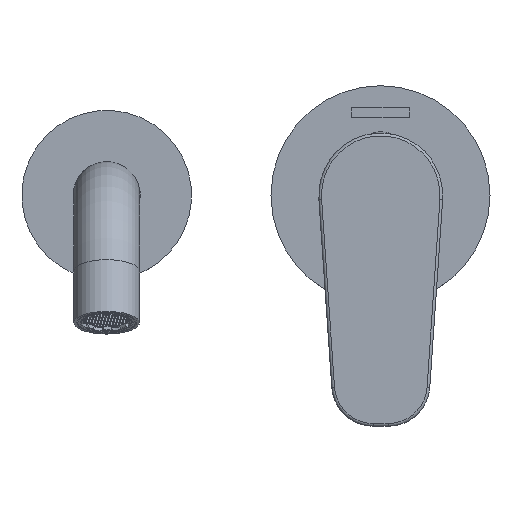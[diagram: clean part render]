
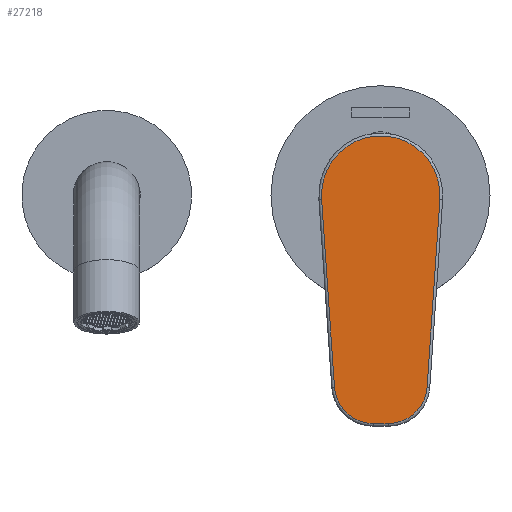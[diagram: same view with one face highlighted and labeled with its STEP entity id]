
A CAD part, top view. The second image highlights one B-rep face of the part: STEP entity #27218.
In plain terms, the highlighted planar face has unit normal (0, 0, 1).
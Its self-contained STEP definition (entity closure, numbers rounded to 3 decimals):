
#11 = CARTESIAN_POINT ( 'NONE',  ( -50.473, -73.973, 112.2 ) ) ;
#240 = VERTEX_POINT ( 'NONE', #913 ) ;
#431 = VERTEX_POINT ( 'NONE', #34477 ) ;
#612 = VERTEX_POINT ( 'NONE', #29865 ) ;
#913 = CARTESIAN_POINT ( 'NONE',  ( -11.996, -5.313, 112.2 ) ) ;
#1144 = CARTESIAN_POINT ( 'NONE',  ( -30.835, -87.202, 112.2 ) ) ;
#1253 = CARTESIAN_POINT ( 'NONE',  ( -11.96, -5.244, 112.2 ) ) ;
#1782 = VERTEX_POINT ( 'NONE', #2505 ) ;
#1940 = VERTEX_POINT ( 'NONE', #9086 ) ;
#2365 = AXIS2_PLACEMENT_3D ( 'NONE', #31749, #34613, #12886 ) ;
#2505 = CARTESIAN_POINT ( 'NONE',  ( -55.144, -5.313, 112.2 ) ) ;
#2575 = EDGE_CURVE ( 'NONE', #240, #1782, #29318, .T. ) ;
#3029 = CARTESIAN_POINT ( 'NONE',  ( -36.306, -73.002, 112.2 ) ) ;
#3964 = EDGE_CURVE ( 'NONE', #612, #17879, #31591, .T. ) ;
#4187 = LINE ( 'NONE', #8560, #23718 ) ;
#4345 = VECTOR ( 'NONE', #33435, 1000. ) ;
#4724 = ORIENTED_EDGE ( 'NONE', *, *, #13602, .T. ) ;
#5186 = LINE ( 'NONE', #1253, #4345 ) ;
#5256 = EDGE_LOOP ( 'NONE', ( #15349, #26470, #4724, #9857, #19660, #21132, #13871, #22421 ) ) ;
#6104 = EDGE_CURVE ( 'NONE', #11619, #29836, #5186, .T. ) ;
#6671 = DIRECTION ( 'NONE',  ( 1., 0., 0. ) ) ;
#6902 = CARTESIAN_POINT ( 'NONE',  ( -33.57, -5.313, 112.2 ) ) ;
#6944 = CIRCLE ( 'NONE', #7415, 14.2 ) ;
#7415 = AXIS2_PLACEMENT_3D ( 'NONE', #28748, #17990, #9608 ) ;
#8560 = CARTESIAN_POINT ( 'NONE',  ( -33.57, -5.313, 112.2 ) ) ;
#8995 = EDGE_CURVE ( 'NONE', #1782, #612, #4187, .T. ) ;
#9086 = CARTESIAN_POINT ( 'NONE',  ( -36.306, -87.202, 112.2 ) ) ;
#9489 = VECTOR ( 'NONE', #10219, 1000. ) ;
#9542 = EDGE_CURVE ( 'NONE', #1940, #431, #24104, .T. ) ;
#9608 = DIRECTION ( 'NONE',  ( 1., 0., 0. ) ) ;
#9857 = ORIENTED_EDGE ( 'NONE', *, *, #2575, .T. ) ;
#10219 = DIRECTION ( 'NONE',  ( 0.068, -0.998, 0. ) ) ;
#11009 = DIRECTION ( 'NONE',  ( 0., 0., 1. ) ) ;
#11176 = DIRECTION ( 'NONE',  ( -1., 0., 0. ) ) ;
#11619 = VERTEX_POINT ( 'NONE', #27129 ) ;
#12459 = CARTESIAN_POINT ( 'NONE',  ( -33.57, -3.764, 112.2 ) ) ;
#12886 = DIRECTION ( 'NONE',  ( 1., 0., 0. ) ) ;
#13081 = DIRECTION ( 'NONE',  ( -1., 0., 0. ) ) ;
#13602 = EDGE_CURVE ( 'NONE', #29836, #240, #16005, .T. ) ;
#13871 = ORIENTED_EDGE ( 'NONE', *, *, #25292, .T. ) ;
#13973 = FACE_OUTER_BOUND ( 'NONE', #5256, .T. ) ;
#15069 = DIRECTION ( 'NONE',  ( 0., 0., 1. ) ) ;
#15349 = ORIENTED_EDGE ( 'NONE', *, *, #20943, .T. ) ;
#16005 = LINE ( 'NONE', #6902, #32385 ) ;
#16148 = CARTESIAN_POINT ( 'NONE',  ( -11.964, -5.313, 112.2 ) ) ;
#17879 = VERTEX_POINT ( 'NONE', #11 ) ;
#17990 = DIRECTION ( 'NONE',  ( 0., 0., 1. ) ) ;
#18150 = VECTOR ( 'NONE', #6671, 1000. ) ;
#19265 = CIRCLE ( 'NONE', #22968, 14.2 ) ;
#19660 = ORIENTED_EDGE ( 'NONE', *, *, #8995, .T. ) ;
#20070 = AXIS2_PLACEMENT_3D ( 'NONE', #12459, #15069, #20489 ) ;
#20489 = DIRECTION ( 'NONE',  ( 1., 0., 0. ) ) ;
#20943 = EDGE_CURVE ( 'NONE', #431, #11619, #6944, .T. ) ;
#21132 = ORIENTED_EDGE ( 'NONE', *, *, #3964, .T. ) ;
#22421 = ORIENTED_EDGE ( 'NONE', *, *, #9542, .T. ) ;
#22968 = AXIS2_PLACEMENT_3D ( 'NONE', #3029, #11009, #27333 ) ;
#23718 = VECTOR ( 'NONE', #11176, 1000. ) ;
#24104 = LINE ( 'NONE', #1144, #18150 ) ;
#25292 = EDGE_CURVE ( 'NONE', #17879, #1940, #19265, .T. ) ;
#26199 = CARTESIAN_POINT ( 'NONE',  ( -50.473, -73.973, 112.2 ) ) ;
#26470 = ORIENTED_EDGE ( 'NONE', *, *, #6104, .T. ) ;
#27129 = CARTESIAN_POINT ( 'NONE',  ( -16.668, -73.973, 112.2 ) ) ;
#27218 = ADVANCED_FACE ( 'NONE', ( #13973 ), #34185, .T. ) ;
#27333 = DIRECTION ( 'NONE',  ( 1., 0., 0. ) ) ;
#28748 = CARTESIAN_POINT ( 'NONE',  ( -30.835, -73.002, 112.2 ) ) ;
#29318 = CIRCLE ( 'NONE', #2365, 21.629 ) ;
#29836 = VERTEX_POINT ( 'NONE', #16148 ) ;
#29865 = CARTESIAN_POINT ( 'NONE',  ( -55.176, -5.313, 112.2 ) ) ;
#31591 = LINE ( 'NONE', #26199, #9489 ) ;
#31749 = CARTESIAN_POINT ( 'NONE',  ( -33.57, -3.764, 112.2 ) ) ;
#32385 = VECTOR ( 'NONE', #13081, 1000. ) ;
#33435 = DIRECTION ( 'NONE',  ( 0.068, 0.998, 0. ) ) ;
#34185 = PLANE ( 'NONE',  #20070 ) ;
#34477 = CARTESIAN_POINT ( 'NONE',  ( -30.835, -87.202, 112.2 ) ) ;
#34613 = DIRECTION ( 'NONE',  ( 0., 0., 1. ) ) ;
